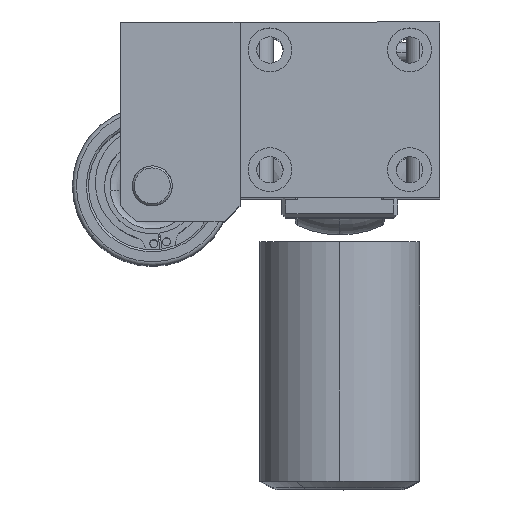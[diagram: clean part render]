
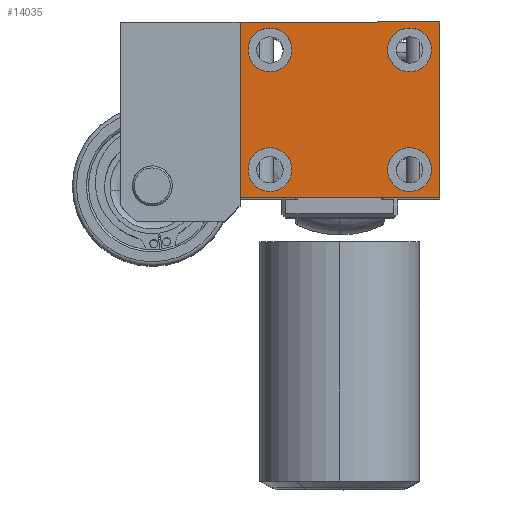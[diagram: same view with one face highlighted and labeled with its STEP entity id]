
A CAD part, top view. The second image highlights one B-rep face of the part: STEP entity #14035.
In plain terms, the highlighted planar face has unit normal (0, 0, 1).
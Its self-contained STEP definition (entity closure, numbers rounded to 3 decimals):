
#4 = CARTESIAN_POINT ( 'NONE',  ( -25., 0., 110. ) ) ;
#113 = CIRCLE ( 'NONE', #1628, 5.5 ) ;
#174 = CARTESIAN_POINT ( 'NONE',  ( -12., -7., 110. ) ) ;
#214 = AXIS2_PLACEMENT_3D ( 'NONE', #4697, #8843, #13648 ) ;
#234 = ORIENTED_EDGE ( 'NONE', *, *, #8369, .T. ) ;
#688 = FACE_OUTER_BOUND ( 'NONE', #6330, .T. ) ;
#892 = VECTOR ( 'NONE', #3796, 1000. ) ;
#944 = VERTEX_POINT ( 'NONE', #18735 ) ;
#1166 = ORIENTED_EDGE ( 'NONE', *, *, #17660, .T. ) ;
#1425 = VERTEX_POINT ( 'NONE', #11088 ) ;
#1446 = ORIENTED_EDGE ( 'NONE', *, *, #3780, .F. ) ;
#1628 = AXIS2_PLACEMENT_3D ( 'NONE', #7134, #11380, #6856 ) ;
#1763 = VERTEX_POINT ( 'NONE', #16636 ) ;
#1880 = VERTEX_POINT ( 'NONE', #16727 ) ;
#2314 = CIRCLE ( 'NONE', #12883, 5.5 ) ;
#2516 = DIRECTION ( 'NONE',  ( -1., 0., 0. ) ) ;
#2683 = CARTESIAN_POINT ( 'NONE',  ( -17.5, -7., 110. ) ) ;
#2762 = LINE ( 'NONE', #4, #12071 ) ;
#3049 = ORIENTED_EDGE ( 'NONE', *, *, #17291, .T. ) ;
#3216 = VERTEX_POINT ( 'NONE', #7167 ) ;
#3309 = ORIENTED_EDGE ( 'NONE', *, *, #10841, .T. ) ;
#3382 = CIRCLE ( 'NONE', #15147, 5.5 ) ;
#3780 = EDGE_CURVE ( 'NONE', #8109, #11782, #3382, .T. ) ;
#3796 = DIRECTION ( 'NONE',  ( 0., 1., 0. ) ) ;
#3903 = EDGE_CURVE ( 'NONE', #9799, #6696, #16359, .T. ) ;
#3947 = DIRECTION ( 'NONE',  ( -1., 0., 0. ) ) ;
#3969 = AXIS2_PLACEMENT_3D ( 'NONE', #5722, #11469, #4305 ) ;
#4036 = CARTESIAN_POINT ( 'NONE',  ( 17.5, -37., 110. ) ) ;
#4040 = DIRECTION ( 'NONE',  ( 0., 0., 1. ) ) ;
#4220 = CARTESIAN_POINT ( 'NONE',  ( -17.5, -7., 110. ) ) ;
#4305 = DIRECTION ( 'NONE',  ( -1., 0., 0. ) ) ;
#4319 = CIRCLE ( 'NONE', #16695, 5.5 ) ;
#4617 = EDGE_LOOP ( 'NONE', ( #8665, #5930 ) ) ;
#4697 = CARTESIAN_POINT ( 'NONE',  ( 0., -22., 110. ) ) ;
#5143 = FACE_BOUND ( 'NONE', #4617, .T. ) ;
#5148 = CARTESIAN_POINT ( 'NONE',  ( -25., 0., 110. ) ) ;
#5261 = VECTOR ( 'NONE', #15513, 1000. ) ;
#5670 = ORIENTED_EDGE ( 'NONE', *, *, #11040, .F. ) ;
#5722 = CARTESIAN_POINT ( 'NONE',  ( 17.5, -7., 110. ) ) ;
#5930 = ORIENTED_EDGE ( 'NONE', *, *, #10245, .F. ) ;
#6213 = ORIENTED_EDGE ( 'NONE', *, *, #7114, .F. ) ;
#6330 = EDGE_LOOP ( 'NONE', ( #1166, #234, #3049, #3309 ) ) ;
#6674 = DIRECTION ( 'NONE',  ( 0., 0., 1. ) ) ;
#6696 = VERTEX_POINT ( 'NONE', #8208 ) ;
#6856 = DIRECTION ( 'NONE',  ( -1., 0., 0. ) ) ;
#6952 = DIRECTION ( 'NONE',  ( 0., 0., 1. ) ) ;
#7114 = EDGE_CURVE ( 'NONE', #11782, #8109, #4319, .T. ) ;
#7134 = CARTESIAN_POINT ( 'NONE',  ( 17.5, -37., 110. ) ) ;
#7167 = CARTESIAN_POINT ( 'NONE',  ( 25., 0., 110. ) ) ;
#7301 = DIRECTION ( 'NONE',  ( 0., -1., 0. ) ) ;
#7370 = EDGE_LOOP ( 'NONE', ( #1446, #6213 ) ) ;
#7421 = DIRECTION ( 'NONE',  ( 0., 0., 1. ) ) ;
#7972 = LINE ( 'NONE', #5148, #5261 ) ;
#8054 = VECTOR ( 'NONE', #17583, 1000. ) ;
#8109 = VERTEX_POINT ( 'NONE', #14311 ) ;
#8208 = CARTESIAN_POINT ( 'NONE',  ( 12., -7., 110. ) ) ;
#8295 = AXIS2_PLACEMENT_3D ( 'NONE', #4036, #6952, #3947 ) ;
#8369 = EDGE_CURVE ( 'NONE', #3216, #1763, #7972, .T. ) ;
#8665 = ORIENTED_EDGE ( 'NONE', *, *, #9097, .F. ) ;
#8843 = DIRECTION ( 'NONE',  ( 0., 0., 1. ) ) ;
#8900 = VERTEX_POINT ( 'NONE', #15028 ) ;
#9097 = EDGE_CURVE ( 'NONE', #1425, #18034, #113, .T. ) ;
#9308 = CIRCLE ( 'NONE', #12331, 5.5 ) ;
#9385 = FACE_BOUND ( 'NONE', #11928, .T. ) ;
#9505 = CIRCLE ( 'NONE', #8295, 5.5 ) ;
#9799 = VERTEX_POINT ( 'NONE', #9809 ) ;
#9809 = CARTESIAN_POINT ( 'NONE',  ( 23., -7., 110. ) ) ;
#10245 = EDGE_CURVE ( 'NONE', #18034, #1425, #9505, .T. ) ;
#10841 = EDGE_CURVE ( 'NONE', #944, #8900, #16058, .T. ) ;
#10975 = LINE ( 'NONE', #16746, #892 ) ;
#11040 = EDGE_CURVE ( 'NONE', #6696, #9799, #2314, .T. ) ;
#11088 = CARTESIAN_POINT ( 'NONE',  ( 12., -37., 110. ) ) ;
#11103 = DIRECTION ( 'NONE',  ( -1., 0., 0. ) ) ;
#11380 = DIRECTION ( 'NONE',  ( 0., 0., 1. ) ) ;
#11469 = DIRECTION ( 'NONE',  ( 0., 0., 1. ) ) ;
#11782 = VERTEX_POINT ( 'NONE', #174 ) ;
#11803 = CARTESIAN_POINT ( 'NONE',  ( -25., -44., 110. ) ) ;
#11885 = EDGE_LOOP ( 'NONE', ( #16165, #17495 ) ) ;
#11928 = EDGE_LOOP ( 'NONE', ( #5670, #12173 ) ) ;
#12038 = CARTESIAN_POINT ( 'NONE',  ( 23., -37., 110. ) ) ;
#12071 = VECTOR ( 'NONE', #7301, 1000. ) ;
#12173 = ORIENTED_EDGE ( 'NONE', *, *, #3903, .F. ) ;
#12197 = EDGE_CURVE ( 'NONE', #14927, #1880, #13210, .T. ) ;
#12235 = CARTESIAN_POINT ( 'NONE',  ( -17.5, -37., 110. ) ) ;
#12306 = FACE_BOUND ( 'NONE', #7370, .T. ) ;
#12331 = AXIS2_PLACEMENT_3D ( 'NONE', #12235, #13383, #14893 ) ;
#12360 = CARTESIAN_POINT ( 'NONE',  ( 17.5, -7., 110. ) ) ;
#12540 = DIRECTION ( 'NONE',  ( 0., 0., 1. ) ) ;
#12598 = AXIS2_PLACEMENT_3D ( 'NONE', #18413, #12540, #18046 ) ;
#12883 = AXIS2_PLACEMENT_3D ( 'NONE', #12360, #4040, #2516 ) ;
#12910 = DIRECTION ( 'NONE',  ( -1., 0., 0. ) ) ;
#13210 = CIRCLE ( 'NONE', #12598, 5.5 ) ;
#13383 = DIRECTION ( 'NONE',  ( 0., 0., 1. ) ) ;
#13648 = DIRECTION ( 'NONE',  ( -1., 0., 0. ) ) ;
#14035 = ADVANCED_FACE ( 'NONE', ( #5143, #12306, #14707, #9385, #688 ), #16568, .T. ) ;
#14311 = CARTESIAN_POINT ( 'NONE',  ( -23., -7., 110. ) ) ;
#14707 = FACE_BOUND ( 'NONE', #11885, .T. ) ;
#14893 = DIRECTION ( 'NONE',  ( -1., 0., 0. ) ) ;
#14927 = VERTEX_POINT ( 'NONE', #17256 ) ;
#15005 = EDGE_CURVE ( 'NONE', #1880, #14927, #9308, .T. ) ;
#15028 = CARTESIAN_POINT ( 'NONE',  ( 25., -44., 110. ) ) ;
#15147 = AXIS2_PLACEMENT_3D ( 'NONE', #2683, #6674, #11103 ) ;
#15513 = DIRECTION ( 'NONE',  ( -1., 0., 0. ) ) ;
#16058 = LINE ( 'NONE', #11803, #8054 ) ;
#16165 = ORIENTED_EDGE ( 'NONE', *, *, #12197, .F. ) ;
#16359 = CIRCLE ( 'NONE', #3969, 5.5 ) ;
#16568 = PLANE ( 'NONE',  #214 ) ;
#16636 = CARTESIAN_POINT ( 'NONE',  ( -25., 0., 110. ) ) ;
#16695 = AXIS2_PLACEMENT_3D ( 'NONE', #4220, #7421, #12910 ) ;
#16727 = CARTESIAN_POINT ( 'NONE',  ( -12., -37., 110. ) ) ;
#16746 = CARTESIAN_POINT ( 'NONE',  ( 25., 0., 110. ) ) ;
#17256 = CARTESIAN_POINT ( 'NONE',  ( -23., -37., 110. ) ) ;
#17291 = EDGE_CURVE ( 'NONE', #1763, #944, #2762, .T. ) ;
#17495 = ORIENTED_EDGE ( 'NONE', *, *, #15005, .F. ) ;
#17583 = DIRECTION ( 'NONE',  ( 1., 0., 0. ) ) ;
#17660 = EDGE_CURVE ( 'NONE', #8900, #3216, #10975, .T. ) ;
#18034 = VERTEX_POINT ( 'NONE', #12038 ) ;
#18046 = DIRECTION ( 'NONE',  ( -1., 0., 0. ) ) ;
#18413 = CARTESIAN_POINT ( 'NONE',  ( -17.5, -37., 110. ) ) ;
#18735 = CARTESIAN_POINT ( 'NONE',  ( -25., -44., 110. ) ) ;
